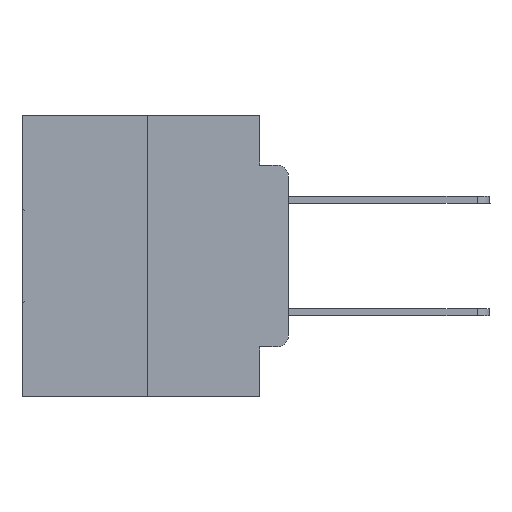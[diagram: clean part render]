
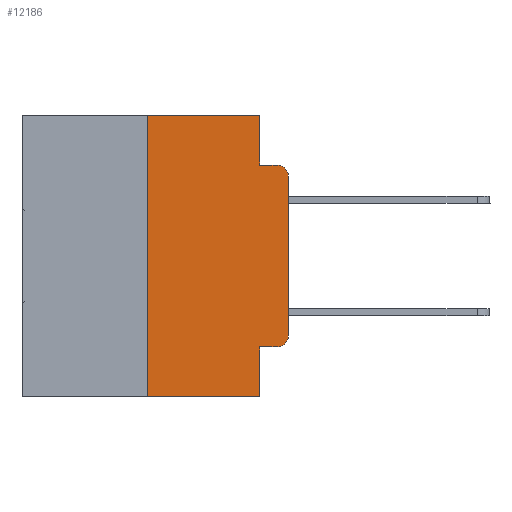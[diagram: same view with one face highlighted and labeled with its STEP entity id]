
A CAD part, left-side view. The second image highlights one B-rep face of the part: STEP entity #12186.
In plain terms, the highlighted planar face has unit normal (-1, 0, 0).
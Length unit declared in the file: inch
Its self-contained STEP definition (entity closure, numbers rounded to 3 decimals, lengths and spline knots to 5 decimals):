
#630 = DIRECTION ( 'NONE',  ( 0., -1., 0. ) ) ;
#999 = CARTESIAN_POINT ( 'NONE',  ( 0., 0., 0. ) ) ;
#1139 = VECTOR ( 'NONE', #630, 39.37008 ) ;
#1558 = LINE ( 'NONE', #2047, #14342 ) ;
#1768 = EDGE_CURVE ( 'NONE', #11905, #17598, #18741, .T. ) ;
#1821 = ORIENTED_EDGE ( 'NONE', *, *, #21067, .F. ) ;
#2033 = EDGE_LOOP ( 'NONE', ( #11651, #9391, #12542, #24051, #8464, #1821, #30682, #19553, #24374, #22050 ) ) ;
#2047 = CARTESIAN_POINT ( 'NONE',  ( 0., 0.051, -0.4115 ) ) ;
#2871 = VECTOR ( 'NONE', #16053, 39.37008 ) ;
#5035 = DIRECTION ( 'NONE',  ( 0., 0., -1. ) ) ;
#5078 = LINE ( 'NONE', #25208, #1139 ) ;
#5237 = DIRECTION ( 'NONE',  ( 0., 0., 1. ) ) ;
#5650 = AXIS2_PLACEMENT_3D ( 'NONE', #10515, #10349, #22629 ) ;
#5848 = VECTOR ( 'NONE', #5237, 39.37008 ) ;
#5873 = CARTESIAN_POINT ( 'NONE',  ( 0., 0.051, 0. ) ) ;
#5909 = CARTESIAN_POINT ( 'NONE',  ( 0., 0.051, 0. ) ) ;
#7992 = LINE ( 'NONE', #10122, #26768 ) ;
#8464 = ORIENTED_EDGE ( 'NONE', *, *, #25662, .F. ) ;
#9106 = DIRECTION ( 'NONE',  ( 1., 0., 0. ) ) ;
#9391 = ORIENTED_EDGE ( 'NONE', *, *, #1768, .T. ) ;
#10122 = CARTESIAN_POINT ( 'NONE',  ( 0., 0.051, 0. ) ) ;
#10321 = CARTESIAN_POINT ( 'NONE',  ( 0., 0.25, 0. ) ) ;
#10349 = DIRECTION ( 'NONE',  ( -1., 0., 0. ) ) ;
#10515 = CARTESIAN_POINT ( 'NONE',  ( 0., 0.02, -0.1085 ) ) ;
#10724 = CARTESIAN_POINT ( 'NONE',  ( 0., 0., -0.3915 ) ) ;
#10832 = LINE ( 'NONE', #5909, #25172 ) ;
#11531 = PLANE ( 'NONE',  #26632 ) ;
#11651 = ORIENTED_EDGE ( 'NONE', *, *, #16846, .T. ) ;
#11685 = CARTESIAN_POINT ( 'NONE',  ( 0., 0.473, 0. ) ) ;
#11905 = VERTEX_POINT ( 'NONE', #29914 ) ;
#12186 = ADVANCED_FACE ( 'NONE', ( #19228 ), #11531, .F. ) ;
#12542 = ORIENTED_EDGE ( 'NONE', *, *, #16360, .F. ) ;
#13605 = CARTESIAN_POINT ( 'NONE',  ( 0., 0.473, 0. ) ) ;
#14248 = VERTEX_POINT ( 'NONE', #5873 ) ;
#14342 = VECTOR ( 'NONE', #14344, 39.37008 ) ;
#14344 = DIRECTION ( 'NONE',  ( 0., -1., 0. ) ) ;
#14451 = EDGE_CURVE ( 'NONE', #15079, #22444, #7992, .T. ) ;
#14917 = LINE ( 'NONE', #10321, #5848 ) ;
#15079 = VERTEX_POINT ( 'NONE', #28397 ) ;
#15463 = CARTESIAN_POINT ( 'NONE',  ( 0., 0.25, -0.5 ) ) ;
#15466 = VERTEX_POINT ( 'NONE', #28979 ) ;
#15569 = CARTESIAN_POINT ( 'NONE',  ( 0., 0.02, -0.3915 ) ) ;
#16053 = DIRECTION ( 'NONE',  ( 0., -1., 0. ) ) ;
#16154 = VECTOR ( 'NONE', #28688, 39.37008 ) ;
#16360 = EDGE_CURVE ( 'NONE', #32328, #17598, #23645, .T. ) ;
#16805 = CIRCLE ( 'NONE', #22559, 0.02 ) ;
#16846 = EDGE_CURVE ( 'NONE', #20295, #11905, #23437, .T. ) ;
#17598 = VERTEX_POINT ( 'NONE', #25628 ) ;
#17858 = CARTESIAN_POINT ( 'NONE',  ( 0., 0.25, 0. ) ) ;
#17864 = DIRECTION ( 'NONE',  ( 0., 0., -1. ) ) ;
#18741 = CIRCLE ( 'NONE', #5650, 0.02 ) ;
#18842 = DIRECTION ( 'NONE',  ( 0., 0., -1. ) ) ;
#19228 = FACE_OUTER_BOUND ( 'NONE', #2033, .T. ) ;
#19553 = ORIENTED_EDGE ( 'NONE', *, *, #14451, .F. ) ;
#20159 = VERTEX_POINT ( 'NONE', #15463 ) ;
#20174 = DIRECTION ( 'NONE',  ( -1., 0., 0. ) ) ;
#20295 = VERTEX_POINT ( 'NONE', #10724 ) ;
#20317 = VECTOR ( 'NONE', #20869, 39.37008 ) ;
#20869 = DIRECTION ( 'NONE',  ( 0., -1., 0. ) ) ;
#21067 = EDGE_CURVE ( 'NONE', #20159, #27137, #14917, .T. ) ;
#21125 = EDGE_CURVE ( 'NONE', #20159, #22444, #5078, .T. ) ;
#21691 = DIRECTION ( 'NONE',  ( 0., 0., -1. ) ) ;
#22050 = ORIENTED_EDGE ( 'NONE', *, *, #31831, .T. ) ;
#22123 = CARTESIAN_POINT ( 'NONE',  ( 0., 0.051, -0.5 ) ) ;
#22444 = VERTEX_POINT ( 'NONE', #22123 ) ;
#22559 = AXIS2_PLACEMENT_3D ( 'NONE', #15569, #20174, #17864 ) ;
#22629 = DIRECTION ( 'NONE',  ( 0., 0., -1. ) ) ;
#23162 = CARTESIAN_POINT ( 'NONE',  ( 0., 0.051, -0.0885 ) ) ;
#23437 = LINE ( 'NONE', #999, #16154 ) ;
#23645 = LINE ( 'NONE', #23162, #20317 ) ;
#24051 = ORIENTED_EDGE ( 'NONE', *, *, #31952, .F. ) ;
#24374 = ORIENTED_EDGE ( 'NONE', *, *, #24880, .T. ) ;
#24880 = EDGE_CURVE ( 'NONE', #15079, #15466, #1558, .T. ) ;
#25172 = VECTOR ( 'NONE', #18842, 39.37008 ) ;
#25208 = CARTESIAN_POINT ( 'NONE',  ( 0., 0.473, -0.5 ) ) ;
#25628 = CARTESIAN_POINT ( 'NONE',  ( 0., 0.02, -0.0885 ) ) ;
#25662 = EDGE_CURVE ( 'NONE', #27137, #14248, #28510, .T. ) ;
#26632 = AXIS2_PLACEMENT_3D ( 'NONE', #11685, #9106, #21691 ) ;
#26768 = VECTOR ( 'NONE', #5035, 39.37008 ) ;
#27137 = VERTEX_POINT ( 'NONE', #17858 ) ;
#28397 = CARTESIAN_POINT ( 'NONE',  ( 0., 0.051, -0.4115 ) ) ;
#28510 = LINE ( 'NONE', #13605, #2871 ) ;
#28688 = DIRECTION ( 'NONE',  ( 0., 0., 1. ) ) ;
#28979 = CARTESIAN_POINT ( 'NONE',  ( 0., 0.02, -0.4115 ) ) ;
#29914 = CARTESIAN_POINT ( 'NONE',  ( 0., 0., -0.1085 ) ) ;
#30682 = ORIENTED_EDGE ( 'NONE', *, *, #21125, .T. ) ;
#31111 = CARTESIAN_POINT ( 'NONE',  ( 0., 0.051, -0.0885 ) ) ;
#31831 = EDGE_CURVE ( 'NONE', #15466, #20295, #16805, .T. ) ;
#31952 = EDGE_CURVE ( 'NONE', #14248, #32328, #10832, .T. ) ;
#32328 = VERTEX_POINT ( 'NONE', #31111 ) ;
